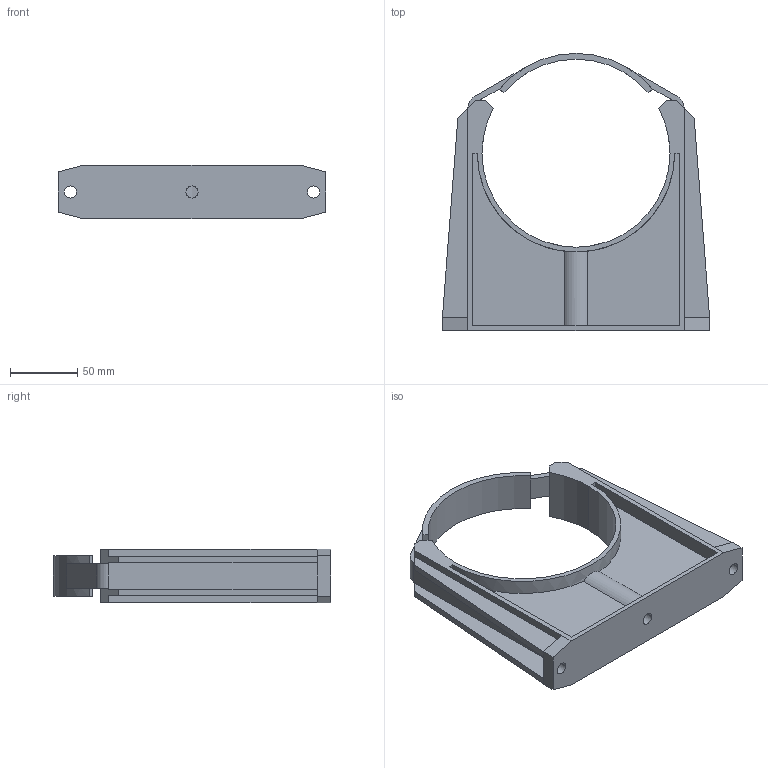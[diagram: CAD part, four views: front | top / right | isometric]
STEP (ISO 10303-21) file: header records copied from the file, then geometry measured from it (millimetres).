
FILE_DESCRIPTION (( 'STEP AP214' ), '1' );
FILE_NAME ('65935 Rohrschelle PP d140.step', '2008-04-23T02:12:39', ( '' ), ( '' ), 'SwSTEP 2.0', 'SolidWorks 2008', '' );
FILE_SCHEMA (( 'AUTOMOTIVE_DESIGN' ));
Length unit declared in the file: millimetre
Products named in the file (1): 65935 Rohrschelle PP d140
Bounding box: 199 x 206.3 x 40 mm (x, y, z)
Volume: 397146.1 mm3; surface area: 109549.3 mm2
Topology: 1 solids, 1 shells, 87 faces, 234 edges, 152 vertices
Faces by surface type: plane 68, cylinder 19
Entity records: 3644 total; most frequent: CARTESIAN_POINT 614, ORIENTED_EDGE 468, DIRECTION 446, EDGE_CURVE 234, LINE 190, VECTOR 190, VERTEX_POINT 152, AXIS2_PLACEMENT_3D 128
